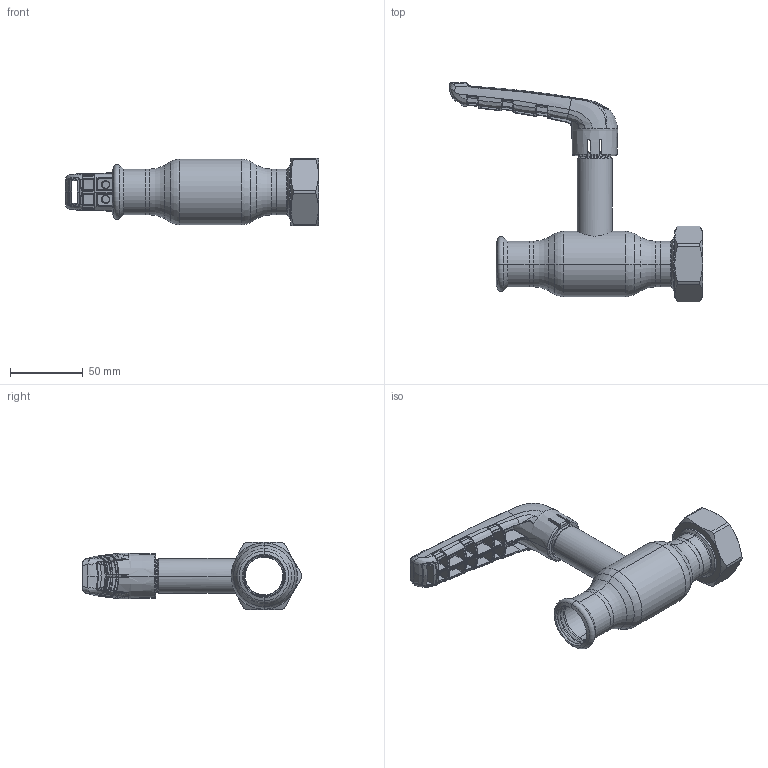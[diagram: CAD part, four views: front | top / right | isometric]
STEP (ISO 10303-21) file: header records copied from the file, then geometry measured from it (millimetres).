
FILE_DESCRIPTION (( 'STEP AP214' ), '1' );
FILE_NAME ('XPR11401 DN25 G1 14 x 28.step', '2018-09-18T10:43:23', ( '' ), ( '' ), 'SwSTEP 2.0', 'SolidWorks 2017', '' );
FILE_SCHEMA (( 'AUTOMOTIVE_DESIGN' ));
Length unit declared in the file: millimetre
Products named in the file (1): XPR11401 DN25 G1 14 x 28
Bounding box: 173.47 x 150.81 x 46 mm (x, y, z)
Surface area: 48644.5 mm2 (no closed solid volume)
Topology: 0 solids, 11 shells, 761 faces, 2472 edges, 1623 vertices
Faces by surface type: bspline 585, plane 59, cylinder 50, cone 37, torus 23, sphere 7
Entity records: 59010 total; most frequent: CARTESIAN_POINT 34695, ORIENTED_EDGE 4064, EDGE_CURVE 2462, B_SPLINE_CURVE_WITH_KNOTS 1704, DIRECTION 1698, VERTEX_POINT 1619, EDGE_LOOP 784, AXIS2_PLACEMENT_3D 765
